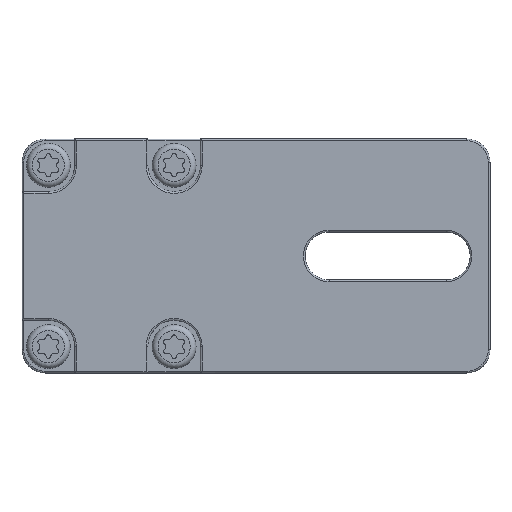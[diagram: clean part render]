
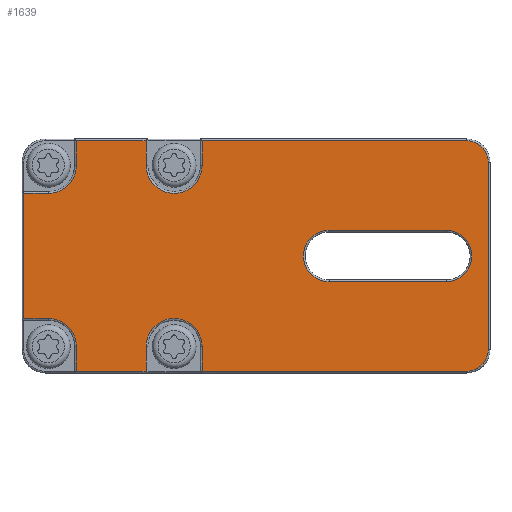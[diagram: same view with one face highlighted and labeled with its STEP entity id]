
A CAD part, top view. The second image highlights one B-rep face of the part: STEP entity #1639.
In plain terms, the highlighted planar face has unit normal (0, 0, 1).
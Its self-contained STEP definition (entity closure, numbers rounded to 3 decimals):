
#100=LINE('',#2798,#204);
#101=LINE('',#2801,#205);
#102=LINE('',#2803,#206);
#103=LINE('',#2807,#207);
#104=LINE('',#2809,#208);
#105=LINE('',#2813,#209);
#106=LINE('',#2817,#210);
#107=LINE('',#2819,#211);
#108=LINE('',#2823,#212);
#109=LINE('',#2825,#213);
#110=LINE('',#2827,#214);
#111=LINE('',#2831,#215);
#112=LINE('',#2833,#216);
#113=LINE('',#2835,#217);
#114=LINE('',#2838,#218);
#115=LINE('',#2843,#219);
#204=VECTOR('',#2219,1000.);
#205=VECTOR('',#2220,1000.);
#206=VECTOR('',#2221,1000.);
#207=VECTOR('',#2224,1000.);
#208=VECTOR('',#2225,1000.);
#209=VECTOR('',#2228,1000.);
#210=VECTOR('',#2231,1000.);
#211=VECTOR('',#2232,1000.);
#212=VECTOR('',#2235,1000.);
#213=VECTOR('',#2236,1000.);
#214=VECTOR('',#2237,1000.);
#215=VECTOR('',#2240,1000.);
#216=VECTOR('',#2241,1000.);
#217=VECTOR('',#2242,1000.);
#218=VECTOR('',#2245,1000.);
#219=VECTOR('',#2248,1000.);
#496=ORIENTED_EDGE('',*,*,#914,.T.);
#497=ORIENTED_EDGE('',*,*,#915,.T.);
#498=ORIENTED_EDGE('',*,*,#916,.T.);
#499=ORIENTED_EDGE('',*,*,#917,.T.);
#500=ORIENTED_EDGE('',*,*,#918,.T.);
#501=ORIENTED_EDGE('',*,*,#919,.T.);
#502=ORIENTED_EDGE('',*,*,#920,.T.);
#503=ORIENTED_EDGE('',*,*,#921,.T.);
#504=ORIENTED_EDGE('',*,*,#922,.T.);
#505=ORIENTED_EDGE('',*,*,#923,.T.);
#506=ORIENTED_EDGE('',*,*,#924,.T.);
#507=ORIENTED_EDGE('',*,*,#925,.T.);
#508=ORIENTED_EDGE('',*,*,#926,.T.);
#509=ORIENTED_EDGE('',*,*,#927,.T.);
#510=ORIENTED_EDGE('',*,*,#928,.T.);
#511=ORIENTED_EDGE('',*,*,#929,.T.);
#512=ORIENTED_EDGE('',*,*,#930,.T.);
#513=ORIENTED_EDGE('',*,*,#931,.T.);
#514=ORIENTED_EDGE('',*,*,#932,.T.);
#515=ORIENTED_EDGE('',*,*,#933,.T.);
#516=ORIENTED_EDGE('',*,*,#934,.T.);
#517=ORIENTED_EDGE('',*,*,#935,.T.);
#518=ORIENTED_EDGE('',*,*,#936,.T.);
#519=ORIENTED_EDGE('',*,*,#937,.T.);
#914=EDGE_CURVE('',#1128,#1129,#100,.F.);
#915=EDGE_CURVE('',#1129,#1130,#101,.T.);
#916=EDGE_CURVE('',#1130,#1131,#102,.F.);
#917=EDGE_CURVE('',#1131,#1132,#1248,.F.);
#918=EDGE_CURVE('',#1132,#1133,#103,.F.);
#919=EDGE_CURVE('',#1133,#1134,#104,.T.);
#920=EDGE_CURVE('',#1134,#1135,#1249,.T.);
#921=EDGE_CURVE('',#1135,#1136,#105,.T.);
#922=EDGE_CURVE('',#1136,#1137,#1250,.T.);
#923=EDGE_CURVE('',#1137,#1138,#106,.T.);
#924=EDGE_CURVE('',#1138,#1139,#107,.F.);
#925=EDGE_CURVE('',#1139,#1140,#1251,.F.);
#926=EDGE_CURVE('',#1140,#1141,#108,.F.);
#927=EDGE_CURVE('',#1141,#1142,#109,.T.);
#928=EDGE_CURVE('',#1142,#1143,#110,.F.);
#929=EDGE_CURVE('',#1143,#1144,#1252,.F.);
#930=EDGE_CURVE('',#1144,#1145,#111,.F.);
#931=EDGE_CURVE('',#1145,#1146,#112,.T.);
#932=EDGE_CURVE('',#1146,#1147,#113,.F.);
#933=EDGE_CURVE('',#1147,#1128,#1253,.F.);
#934=EDGE_CURVE('',#1148,#1149,#114,.F.);
#935=EDGE_CURVE('',#1149,#1150,#1254,.F.);
#936=EDGE_CURVE('',#1150,#1151,#115,.F.);
#937=EDGE_CURVE('',#1151,#1148,#1255,.F.);
#1128=VERTEX_POINT('',#2799);
#1129=VERTEX_POINT('',#2800);
#1130=VERTEX_POINT('',#2802);
#1131=VERTEX_POINT('',#2804);
#1132=VERTEX_POINT('',#2806);
#1133=VERTEX_POINT('',#2808);
#1134=VERTEX_POINT('',#2810);
#1135=VERTEX_POINT('',#2812);
#1136=VERTEX_POINT('',#2814);
#1137=VERTEX_POINT('',#2816);
#1138=VERTEX_POINT('',#2818);
#1139=VERTEX_POINT('',#2820);
#1140=VERTEX_POINT('',#2822);
#1141=VERTEX_POINT('',#2824);
#1142=VERTEX_POINT('',#2826);
#1143=VERTEX_POINT('',#2828);
#1144=VERTEX_POINT('',#2830);
#1145=VERTEX_POINT('',#2832);
#1146=VERTEX_POINT('',#2834);
#1147=VERTEX_POINT('',#2836);
#1148=VERTEX_POINT('',#2839);
#1149=VERTEX_POINT('',#2840);
#1150=VERTEX_POINT('',#2842);
#1151=VERTEX_POINT('',#2844);
#1248=CIRCLE('',#1832,4.8);
#1249=CIRCLE('',#1833,3.7);
#1250=CIRCLE('',#1834,3.7);
#1251=CIRCLE('',#1835,4.8);
#1252=CIRCLE('',#1836,4.8);
#1253=CIRCLE('',#1837,4.8);
#1254=CIRCLE('',#1838,4.4);
#1255=CIRCLE('',#1839,4.4);
#1362=EDGE_LOOP('',(#496,#497,#498,#499,#500,#501,#502,#503,#504,#505,#506,
#507,#508,#509,#510,#511,#512,#513,#514,#515));
#1363=EDGE_LOOP('',(#516,#517,#518,#519));
#1496=FACE_BOUND('',#1362,.T.);
#1497=FACE_BOUND('',#1363,.T.);
#1591=PLANE('',#1831);
#1639=ADVANCED_FACE('',(#1496,#1497),#1591,.T.);
#1831=AXIS2_PLACEMENT_3D('',#2797,#2217,#2218);
#1832=AXIS2_PLACEMENT_3D('',#2805,#2222,#2223);
#1833=AXIS2_PLACEMENT_3D('',#2811,#2226,#2227);
#1834=AXIS2_PLACEMENT_3D('',#2815,#2229,#2230);
#1835=AXIS2_PLACEMENT_3D('',#2821,#2233,#2234);
#1836=AXIS2_PLACEMENT_3D('',#2829,#2238,#2239);
#1837=AXIS2_PLACEMENT_3D('',#2837,#2243,#2244);
#1838=AXIS2_PLACEMENT_3D('',#2841,#2246,#2247);
#1839=AXIS2_PLACEMENT_3D('',#2845,#2249,#2250);
#2217=DIRECTION('',(0.,0.,1.));
#2218=DIRECTION('',(1.,0.,0.));
#2219=DIRECTION('',(0.,1.,0.));
#2220=DIRECTION('',(1.,0.,0.));
#2221=DIRECTION('',(0.,-1.,0.));
#2222=DIRECTION('',(0.,0.,1.));
#2223=DIRECTION('',(1.,0.,0.));
#2224=DIRECTION('',(0.,1.,0.));
#2225=DIRECTION('',(1.,0.,0.));
#2226=DIRECTION('',(0.,0.,1.));
#2227=DIRECTION('',(1.,0.,0.));
#2228=DIRECTION('',(0.,1.,0.));
#2229=DIRECTION('',(0.,0.,1.));
#2230=DIRECTION('',(1.,0.,0.));
#2231=DIRECTION('',(-1.,0.,0.));
#2232=DIRECTION('',(0.,1.,0.));
#2233=DIRECTION('',(0.,0.,1.));
#2234=DIRECTION('',(1.,0.,0.));
#2235=DIRECTION('',(0.,-1.,0.));
#2236=DIRECTION('',(-1.,0.,0.));
#2237=DIRECTION('',(0.,1.,0.));
#2238=DIRECTION('',(0.,0.,1.));
#2239=DIRECTION('',(1.,0.,0.));
#2240=DIRECTION('',(1.,0.,0.));
#2241=DIRECTION('',(0.,-1.,0.));
#2242=DIRECTION('',(-1.,0.,0.));
#2243=DIRECTION('',(0.,0.,1.));
#2244=DIRECTION('',(1.,0.,0.));
#2245=DIRECTION('',(1.,0.,0.));
#2246=DIRECTION('',(0.,0.,1.));
#2247=DIRECTION('',(1.,0.,0.));
#2248=DIRECTION('',(-1.,0.,0.));
#2249=DIRECTION('',(0.,0.,1.));
#2250=DIRECTION('',(1.,0.,0.));
#2797=CARTESIAN_POINT('',(4.,4.,0.));
#2798=CARTESIAN_POINT('',(9.3,0.,0.));
#2799=CARTESIAN_POINT('',(9.3,4.5,0.));
#2800=CARTESIAN_POINT('',(9.3,0.3,0.));
#2801=CARTESIAN_POINT('',(4.,0.3,0.));
#2802=CARTESIAN_POINT('',(21.2,0.3,0.));
#2803=CARTESIAN_POINT('',(21.2,4.5,0.));
#2804=CARTESIAN_POINT('',(21.2,4.5,0.));
#2805=CARTESIAN_POINT('',(26.,4.5,0.));
#2806=CARTESIAN_POINT('',(30.8,4.5,0.));
#2807=CARTESIAN_POINT('',(30.8,0.,0.));
#2808=CARTESIAN_POINT('',(30.8,0.3,0.));
#2809=CARTESIAN_POINT('',(4.,0.3,0.));
#2810=CARTESIAN_POINT('',(76.,0.3,0.));
#2811=CARTESIAN_POINT('',(76.,4.,0.));
#2812=CARTESIAN_POINT('',(79.7,4.,0.));
#2813=CARTESIAN_POINT('',(79.7,4.,0.));
#2814=CARTESIAN_POINT('',(79.7,36.,0.));
#2815=CARTESIAN_POINT('',(76.,36.,0.));
#2816=CARTESIAN_POINT('',(76.,39.7,0.));
#2817=CARTESIAN_POINT('',(4.,39.7,0.));
#2818=CARTESIAN_POINT('',(30.8,39.7,0.));
#2819=CARTESIAN_POINT('',(30.8,35.5,0.));
#2820=CARTESIAN_POINT('',(30.8,35.5,0.));
#2821=CARTESIAN_POINT('',(26.,35.5,0.));
#2822=CARTESIAN_POINT('',(21.2,35.5,0.));
#2823=CARTESIAN_POINT('',(21.2,40.,0.));
#2824=CARTESIAN_POINT('',(21.2,39.7,0.));
#2825=CARTESIAN_POINT('',(4.,39.7,0.));
#2826=CARTESIAN_POINT('',(9.3,39.7,0.));
#2827=CARTESIAN_POINT('',(9.3,35.5,0.));
#2828=CARTESIAN_POINT('',(9.3,35.5,0.));
#2829=CARTESIAN_POINT('',(4.5,35.5,0.));
#2830=CARTESIAN_POINT('',(4.5,30.7,0.));
#2831=CARTESIAN_POINT('',(0.,30.7,0.));
#2832=CARTESIAN_POINT('',(0.3,30.7,0.));
#2833=CARTESIAN_POINT('',(0.3,4.,0.));
#2834=CARTESIAN_POINT('',(0.3,9.3,0.));
#2835=CARTESIAN_POINT('',(4.5,9.3,0.));
#2836=CARTESIAN_POINT('',(4.5,9.3,0.));
#2837=CARTESIAN_POINT('',(4.5,4.5,0.));
#2838=CARTESIAN_POINT('',(52.5,15.6,0.));
#2839=CARTESIAN_POINT('',(72.5,15.6,0.));
#2840=CARTESIAN_POINT('',(52.5,15.6,0.));
#2841=CARTESIAN_POINT('',(52.5,20.,0.));
#2842=CARTESIAN_POINT('',(52.5,24.4,0.));
#2843=CARTESIAN_POINT('',(72.5,24.4,0.));
#2844=CARTESIAN_POINT('',(72.5,24.4,0.));
#2845=CARTESIAN_POINT('',(72.5,20.,0.));
